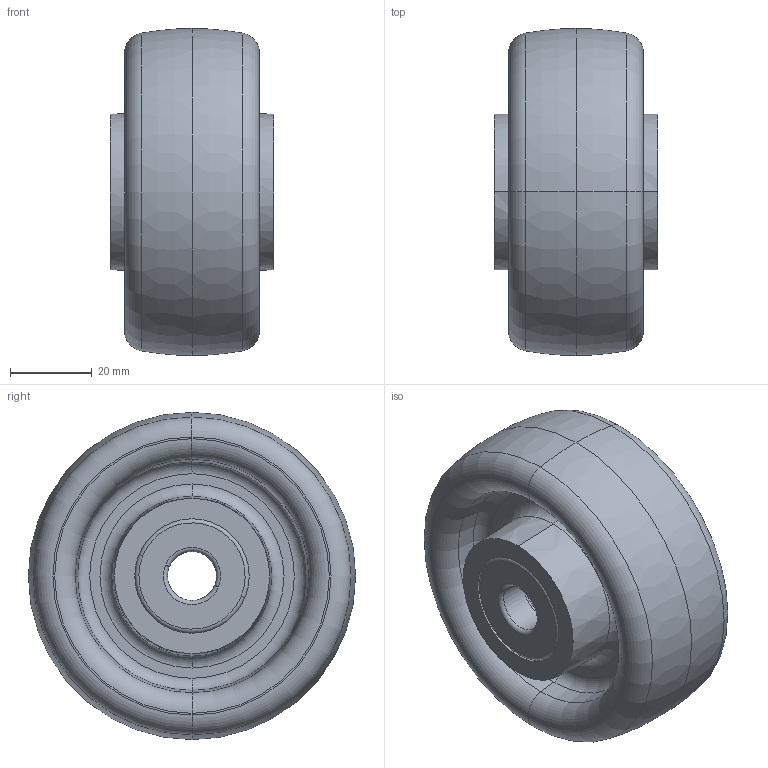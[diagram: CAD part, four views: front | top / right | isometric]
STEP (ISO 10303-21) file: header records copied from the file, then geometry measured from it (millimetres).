
FILE_DESCRIPTION (( 'STEP AP214' ), '1' );
FILE_NAME ('0014368.step', '2026-01-29T13:11:02', ( '' ), ( '' ), 'SwSTEP 2.0', 'SolidWorks 2020', '' );
FILE_SCHEMA (( 'AUTOMOTIVE_DESIGN' ));
Length unit declared in the file: millimetre
Products named in the file (1): 0014368
Bounding box: 40 x 80 x 80 mm (x, y, z)
Volume: 123630.8 mm3; surface area: 28814.5 mm2
Topology: 3 solids, 3 shells, 82 faces, 164 edges, 94 vertices
Faces by surface type: torus 44, cylinder 14, cone 12, plane 12
Entity records: 3124 total; most frequent: DIRECTION 468, CARTESIAN_POINT 341, ORIENTED_EDGE 328, AXIS2_PLACEMENT_3D 221, EDGE_CURVE 164, CIRCLE 138, VERTEX_POINT 94, EDGE_LOOP 94
